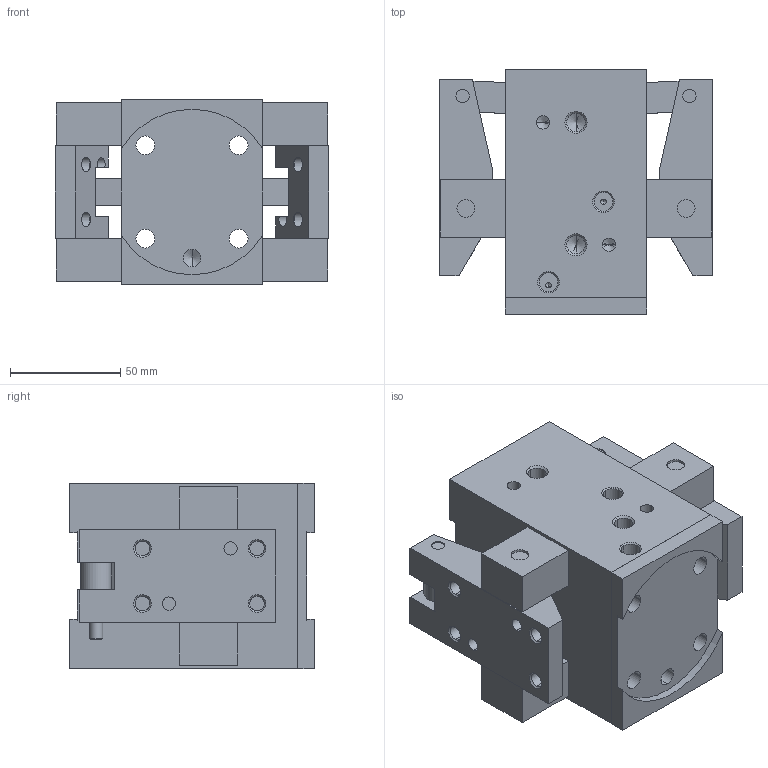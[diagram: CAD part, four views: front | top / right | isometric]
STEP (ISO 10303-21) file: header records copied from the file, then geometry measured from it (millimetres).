
FILE_DESCRIPTION( ( '' ), '1' );
FILE_NAME( '0g570_12_5_op610geb_0_2_14a.stp', '2010-10-25T15:50:56', ( '' ), ( '' ), ' ', ' ', ' ' );
FILE_SCHEMA( ( 'automotive_design' ) );
Length unit declared in the file: millimetre
Products named in the file (6): 1; 2; 3; 4; 5; 6
Bounding box: 124 x 111 x 84 mm (x, y, z)
Volume: 666045.1 mm3; surface area: 122676.1 mm2
Topology: 6 solids, 6 shells, 325 faces, 880 edges, 556 vertices
Faces by surface type: cylinder 132, plane 129, cone 64
Entity records: 20291 total; most frequent: CARTESIAN_POINT 2043, DIRECTION 1836, STYLED_ITEM 1743, PRESENTATION_STYLE_ASSIGNMENT 1743, COLOUR_RGB 1743, ORIENTED_EDGE 1712, EDGE_CURVE 856, CURVE_STYLE 856
